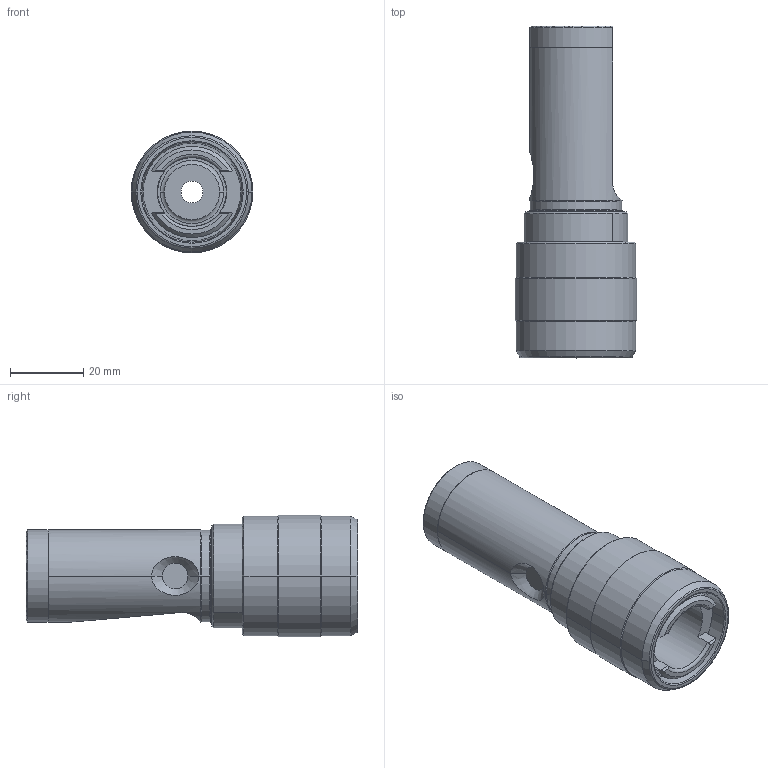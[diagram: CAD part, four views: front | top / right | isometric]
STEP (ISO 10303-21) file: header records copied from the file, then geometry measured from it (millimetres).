
FILE_DESCRIPTION((''),'2;1');
FILE_NAME('21480-INC1','2019-09-10T',('046'),(''),'CREO PARAMETRIC BY PTC INC, 2016260','CREO PARAMETRIC BY PTC INC, 2016260','');
FILE_SCHEMA(('CONFIG_CONTROL_DESIGN'));
Length unit declared in the file: millimetre
Products named in the file (1): 21480-INC1
Bounding box: 33.3 x 90.8 x 33.3 mm (x, y, z)
Surface area: 14771.9 mm2 (no closed solid volume)
Topology: 0 solids, 2 shells, 104 faces, 246 edges, 150 vertices
Faces by surface type: cylinder 33, plane 28, cone 25, torus 18
Entity records: 3219 total; most frequent: CARTESIAN_POINT 759, DIRECTION 545, ORIENTED_EDGE 484, EDGE_CURVE 242, AXIS2_PLACEMENT_3D 228, VERTEX_POINT 148, CIRCLE 124, EDGE_LOOP 114
